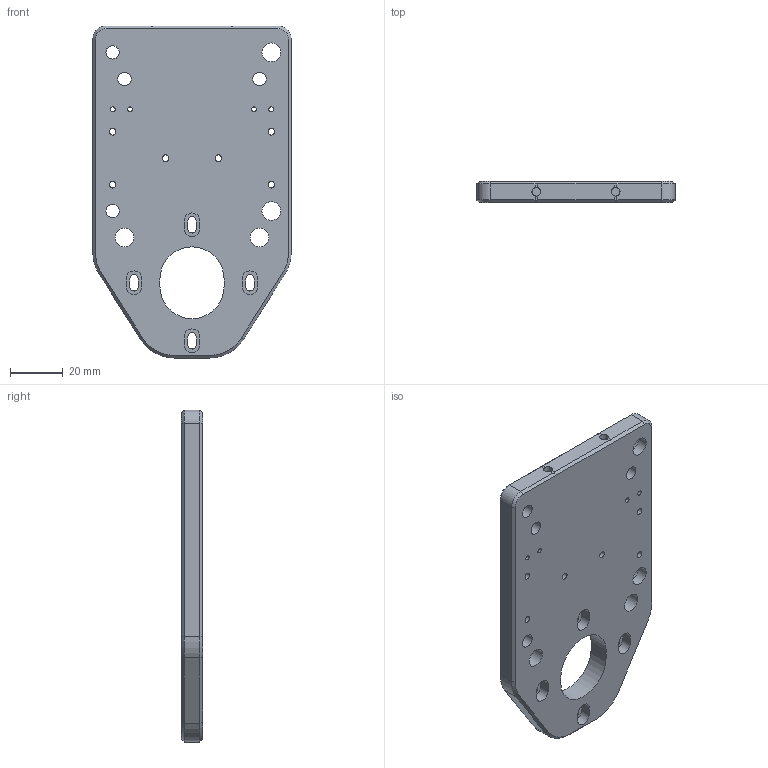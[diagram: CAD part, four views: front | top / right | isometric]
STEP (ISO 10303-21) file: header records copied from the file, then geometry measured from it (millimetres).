
FILE_DESCRIPTION(('FreeCAD Model'),'2;1');
FILE_NAME('Open CASCADE Shape Model','2024-11-12T19:41:34',(''),(''), 'Open CASCADE STEP processor 7.8','FreeCAD','Unknown');
FILE_SCHEMA(('AUTOMOTIVE_DESIGN { 1 0 10303 214 1 1 1 1 }'));
Length unit declared in the file: millimetre
Products named in the file (1): CAR-X-v1.4C
Bounding box: 75 x 8 x 125.51 mm (x, y, z)
Volume: 59060 mm3; surface area: 21868 mm2
Topology: 1 solids, 1 shells, 134 faces, 318 edges, 204 vertices
Faces by surface type: cylinder 62, plane 60, cone 12
Full cylindrical faces by diameter (mm): 1.8 x4, 2.5 x6, 3.3 x2, 4 x4, 5.1 x4, 5.5 x6, 7.1 x4, 8.7 x2, 11.7 x2
Entity records: 4098 total; most frequent: CARTESIAN_POINT 761, DIRECTION 720, ORIENTED_EDGE 636, EDGE_CURVE 318, AXIS2_PLACEMENT_3D 271, VERTEX_POINT 204, FACE_BOUND 198, EDGE_LOOP 198
